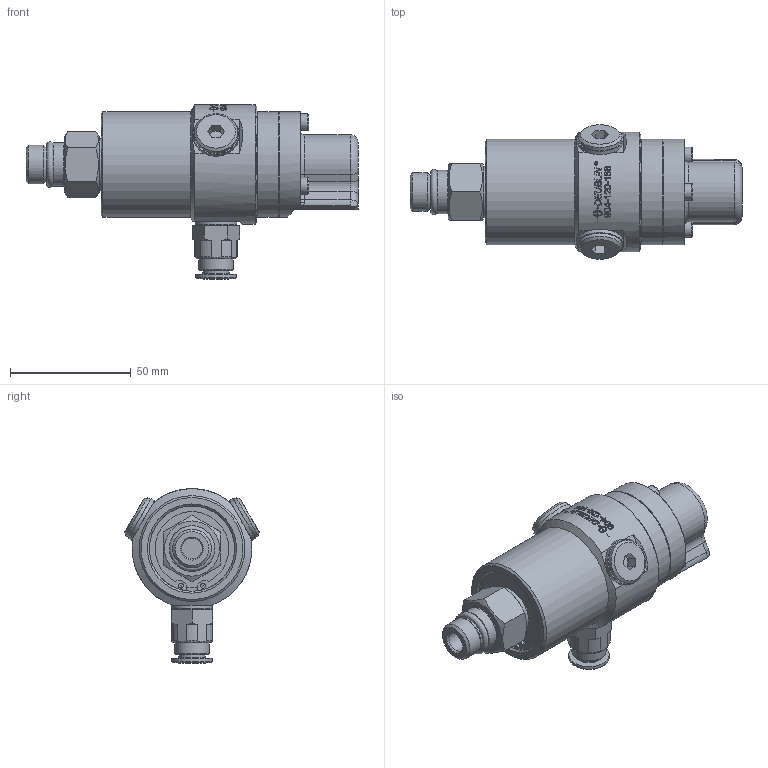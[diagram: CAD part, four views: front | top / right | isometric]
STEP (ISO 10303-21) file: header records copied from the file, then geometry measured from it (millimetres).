
FILE_DESCRIPTION(/* description */ (''),/* implementation_level */ '2;1');
FILE_NAME(/* name */ '904-120-188-IC_RevF.stp',/* time_stamp */ '2020-05-18T13:24:04-05:00',/* author */ ('Moorera'),/* organization */ (''),/* preprocessor_version */ 'ST-DEVELOPER v18.1',/* originating_system */ 'Autodesk Inventor 2020',/* authorisation */ '');
FILE_SCHEMA (('AUTOMOTIVE_DESIGN { 1 0 10303 214 3 1 1 }'));
Length unit declared in the file: millimetre
Products named in the file (1): 904-120-188-IC_RevF
Bounding box: 137.31 x 55.54 x 72.2 mm (x, y, z)
Volume: 159931.1 mm3; surface area: 26560.5 mm2
Topology: 2 solids, 2 shells, 573 faces, 1528 edges, 1024 vertices
Faces by surface type: plane 288, bspline 129, cylinder 109, cone 27, torus 20
Full cylindrical faces by diameter (mm): 1.981 x2, 6.858 x3, 7.2 x3, 7.5 x2, 8.5 x2, 8.771 x1, 10 x1, 10.8 x1, 13.5 x2, 13.9 x1, 14.3 x1, 15.376 x1, 16 x3, 16.8 x1, 17 x1, 17.991 x1, 18 x2, 18.16 x1, 19 x2, 21.4 x1, 35.27 x1, 37.24 x1, 43.6 x1, 43.7 x1, 43.748 x1, 49.5 x1
Entity records: 22575 total; most frequent: CARTESIAN_POINT 8445, ORIENTED_EDGE 3050, DIRECTION 2674, EDGE_CURVE 1525, AXIS2_PLACEMENT_3D 1043, VERTEX_POINT 1024, EDGE_LOOP 645, LINE 588
